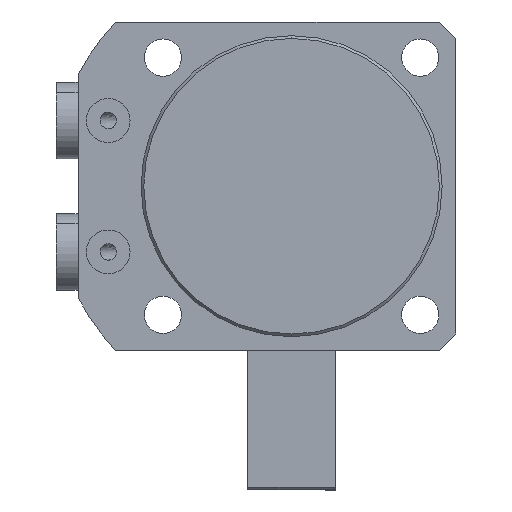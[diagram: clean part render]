
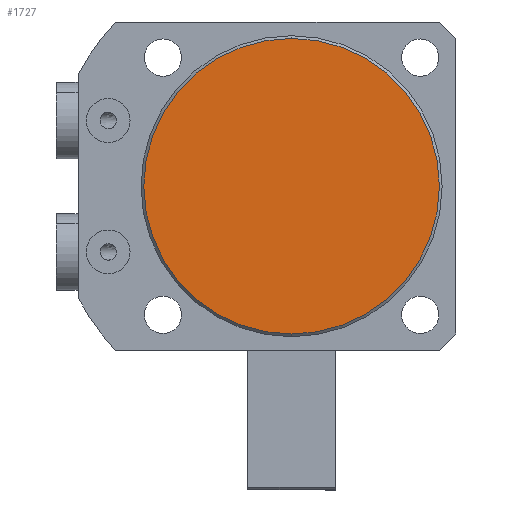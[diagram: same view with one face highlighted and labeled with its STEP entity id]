
A CAD part, front view. The second image highlights one B-rep face of the part: STEP entity #1727.
In plain terms, the highlighted planar face has unit normal (0, -1, 0).
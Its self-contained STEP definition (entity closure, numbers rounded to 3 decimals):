
#225 = DIRECTION ( 'NONE',  ( 0., 0., -1. ) ) ;
#234 = DIRECTION ( 'NONE',  ( 0., -1., 0. ) ) ;
#243 = CARTESIAN_POINT ( 'NONE',  ( 0., 0., 0. ) ) ;
#348 = FACE_OUTER_BOUND ( 'NONE', #4884, .T. ) ;
#517 = PLANE ( 'NONE',  #8737 ) ;
#620 = CARTESIAN_POINT ( 'NONE',  ( 22., 0., 0. ) ) ;
#754 = DIRECTION ( 'NONE',  ( 0., -1., 0. ) ) ;
#765 = DIRECTION ( 'NONE',  ( 0., 0., -1. ) ) ;
#802 = CARTESIAN_POINT ( 'NONE',  ( 0., 0., 27. ) ) ;
#809 = CIRCLE ( 'NONE', #3805, 27. ) ;
#1376 = EDGE_CURVE ( 'NONE', #4667, #5175, #809, .T. ) ;
#1727 = ADVANCED_FACE ( 'NONE', ( #348 ), #517, .T. ) ;
#3125 = CARTESIAN_POINT ( 'NONE',  ( 0., 0., -27. ) ) ;
#3805 = AXIS2_PLACEMENT_3D ( 'NONE', #243, #234, #225 ) ;
#4667 = VERTEX_POINT ( 'NONE', #802 ) ;
#4705 = EDGE_CURVE ( 'NONE', #5175, #4667, #5644, .T. ) ;
#4884 = EDGE_LOOP ( 'NONE', ( #9267, #7025 ) ) ;
#5175 = VERTEX_POINT ( 'NONE', #3125 ) ;
#5644 = CIRCLE ( 'NONE', #7445, 27. ) ;
#7025 = ORIENTED_EDGE ( 'NONE', *, *, #4705, .T. ) ;
#7445 = AXIS2_PLACEMENT_3D ( 'NONE', #9332, #9364, #9309 ) ;
#8737 = AXIS2_PLACEMENT_3D ( 'NONE', #620, #754, #765 ) ;
#9267 = ORIENTED_EDGE ( 'NONE', *, *, #1376, .T. ) ;
#9309 = DIRECTION ( 'NONE',  ( 0., 0., -1. ) ) ;
#9332 = CARTESIAN_POINT ( 'NONE',  ( 0., 0., 0. ) ) ;
#9364 = DIRECTION ( 'NONE',  ( 0., -1., 0. ) ) ;
